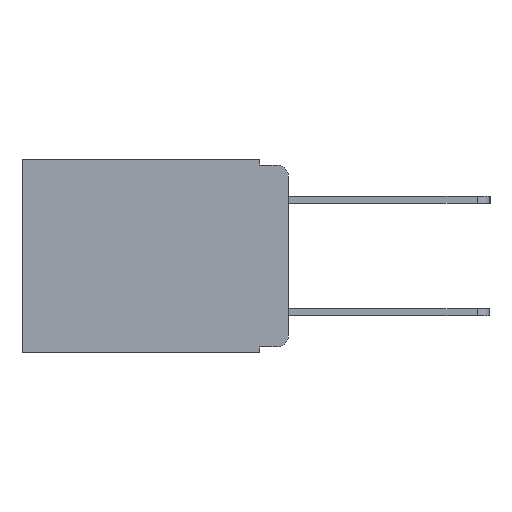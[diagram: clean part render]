
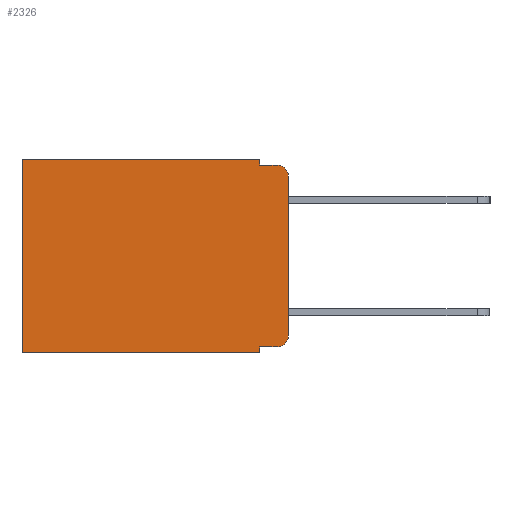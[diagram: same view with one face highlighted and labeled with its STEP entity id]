
A CAD part, left-side view. The second image highlights one B-rep face of the part: STEP entity #2326.
In plain terms, the highlighted planar face has unit normal (-1, 0, 0).
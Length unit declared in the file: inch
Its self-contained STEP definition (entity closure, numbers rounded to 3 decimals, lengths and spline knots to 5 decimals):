
#91 = VERTEX_POINT ( 'NONE', #4268 ) ;
#343 = LINE ( 'NONE', #1438, #8907 ) ;
#396 = VECTOR ( 'NONE', #9094, 39.37008 ) ;
#478 = VERTEX_POINT ( 'NONE', #13592 ) ;
#489 = DIRECTION ( 'NONE',  ( 0., -1., 0. ) ) ;
#641 = VERTEX_POINT ( 'NONE', #12444 ) ;
#644 = DIRECTION ( 'NONE',  ( 0., 0., -1. ) ) ;
#758 = VERTEX_POINT ( 'NONE', #10197 ) ;
#1409 = CARTESIAN_POINT ( 'NONE',  ( 0.298, 0.051, -0.01 ) ) ;
#1438 = CARTESIAN_POINT ( 'NONE',  ( 0.298, 0., 0. ) ) ;
#1689 = EDGE_CURVE ( 'NONE', #478, #641, #3573, .T. ) ;
#1769 = VERTEX_POINT ( 'NONE', #10622 ) ;
#2058 = CARTESIAN_POINT ( 'NONE',  ( 0.298, 0.02, -0.313 ) ) ;
#2244 = CIRCLE ( 'NONE', #10658, 0.02 ) ;
#2326 = ADVANCED_FACE ( 'NONE', ( #9685 ), #9111, .F. ) ;
#2335 = DIRECTION ( 'NONE',  ( 0., 0., -1. ) ) ;
#2547 = CARTESIAN_POINT ( 'NONE',  ( 0.298, 0.473, 0. ) ) ;
#2622 = EDGE_LOOP ( 'NONE', ( #6421, #7075, #6124, #5847, #5915, #5396, #5743, #5347, #6369, #5394 ) ) ;
#2926 = EDGE_CURVE ( 'NONE', #758, #12389, #343, .T. ) ;
#3198 = DIRECTION ( 'NONE',  ( 0., 0., -1. ) ) ;
#3573 = LINE ( 'NONE', #13500, #396 ) ;
#3613 = LINE ( 'NONE', #6396, #8974 ) ;
#3656 = CARTESIAN_POINT ( 'NONE',  ( 0.298, 0.02, -0.03 ) ) ;
#3988 = VECTOR ( 'NONE', #10344, 39.37008 ) ;
#4020 = EDGE_CURVE ( 'NONE', #641, #11010, #6302, .T. ) ;
#4131 = CARTESIAN_POINT ( 'NONE',  ( 0.298, 0.02, -0.01 ) ) ;
#4268 = CARTESIAN_POINT ( 'NONE',  ( 0.298, 0.02, -0.333 ) ) ;
#4348 = LINE ( 'NONE', #7377, #3988 ) ;
#4445 = EDGE_CURVE ( 'NONE', #478, #1769, #11089, .T. ) ;
#4789 = VERTEX_POINT ( 'NONE', #5249 ) ;
#4792 = DIRECTION ( 'NONE',  ( 0., 0., -1. ) ) ;
#5249 = CARTESIAN_POINT ( 'NONE',  ( 0.298, 0.473, -0.343 ) ) ;
#5347 = ORIENTED_EDGE ( 'NONE', *, *, #11800, .F. ) ;
#5394 = ORIENTED_EDGE ( 'NONE', *, *, #10532, .T. ) ;
#5396 = ORIENTED_EDGE ( 'NONE', *, *, #13040, .T. ) ;
#5735 = LINE ( 'NONE', #6590, #11077 ) ;
#5743 = ORIENTED_EDGE ( 'NONE', *, *, #11712, .F. ) ;
#5780 = CARTESIAN_POINT ( 'NONE',  ( 0.298, 0.051, -0.333 ) ) ;
#5847 = ORIENTED_EDGE ( 'NONE', *, *, #1689, .F. ) ;
#5915 = ORIENTED_EDGE ( 'NONE', *, *, #4445, .T. ) ;
#6124 = ORIENTED_EDGE ( 'NONE', *, *, #4020, .F. ) ;
#6153 = CIRCLE ( 'NONE', #9619, 0.02 ) ;
#6302 = LINE ( 'NONE', #1409, #11559 ) ;
#6369 = ORIENTED_EDGE ( 'NONE', *, *, #11158, .T. ) ;
#6396 = CARTESIAN_POINT ( 'NONE',  ( 0.298, 0.051, 0. ) ) ;
#6421 = ORIENTED_EDGE ( 'NONE', *, *, #2926, .F. ) ;
#6590 = CARTESIAN_POINT ( 'NONE',  ( 0.298, 0.051, -0.333 ) ) ;
#7075 = ORIENTED_EDGE ( 'NONE', *, *, #10305, .T. ) ;
#7377 = CARTESIAN_POINT ( 'NONE',  ( 0.298, 0., -0.343 ) ) ;
#7953 = CARTESIAN_POINT ( 'NONE',  ( 0.298, 0.051, -0.343 ) ) ;
#7988 = VERTEX_POINT ( 'NONE', #5780 ) ;
#8033 = DIRECTION ( 'NONE',  ( 1., 0., 0. ) ) ;
#8037 = VERTEX_POINT ( 'NONE', #7953 ) ;
#8092 = DIRECTION ( 'NONE',  ( 0., 0., -1. ) ) ;
#8188 = DIRECTION ( 'NONE',  ( 0., 1., 0. ) ) ;
#8555 = VECTOR ( 'NONE', #8188, 39.37008 ) ;
#8603 = CARTESIAN_POINT ( 'NONE',  ( 0.298, 0., 0. ) ) ;
#8633 = VECTOR ( 'NONE', #8092, 39.37008 ) ;
#8907 = VECTOR ( 'NONE', #2335, 39.37008 ) ;
#8974 = VECTOR ( 'NONE', #644, 39.37008 ) ;
#9094 = DIRECTION ( 'NONE',  ( 0., 0., -1. ) ) ;
#9111 = PLANE ( 'NONE',  #13011 ) ;
#9607 = DIRECTION ( 'NONE',  ( -1., 0., 0. ) ) ;
#9619 = AXIS2_PLACEMENT_3D ( 'NONE', #3656, #10926, #4792 ) ;
#9685 = FACE_OUTER_BOUND ( 'NONE', #2622, .T. ) ;
#10197 = CARTESIAN_POINT ( 'NONE',  ( 0.298, 0., -0.03 ) ) ;
#10305 = EDGE_CURVE ( 'NONE', #758, #11010, #6153, .T. ) ;
#10344 = DIRECTION ( 'NONE',  ( 0., 1., 0. ) ) ;
#10532 = EDGE_CURVE ( 'NONE', #91, #12389, #2244, .T. ) ;
#10622 = CARTESIAN_POINT ( 'NONE',  ( 0.298, 0.473, 0. ) ) ;
#10658 = AXIS2_PLACEMENT_3D ( 'NONE', #2058, #9607, #3198 ) ;
#10926 = DIRECTION ( 'NONE',  ( -1., 0., 0. ) ) ;
#11010 = VERTEX_POINT ( 'NONE', #4131 ) ;
#11077 = VECTOR ( 'NONE', #13366, 39.37008 ) ;
#11089 = LINE ( 'NONE', #12915, #8555 ) ;
#11158 = EDGE_CURVE ( 'NONE', #7988, #91, #5735, .T. ) ;
#11176 = LINE ( 'NONE', #2547, #8633 ) ;
#11559 = VECTOR ( 'NONE', #489, 39.37008 ) ;
#11712 = EDGE_CURVE ( 'NONE', #8037, #4789, #4348, .T. ) ;
#11800 = EDGE_CURVE ( 'NONE', #7988, #8037, #3613, .T. ) ;
#12389 = VERTEX_POINT ( 'NONE', #12870 ) ;
#12444 = CARTESIAN_POINT ( 'NONE',  ( 0.298, 0.051, -0.01 ) ) ;
#12870 = CARTESIAN_POINT ( 'NONE',  ( 0.298, 0., -0.313 ) ) ;
#12915 = CARTESIAN_POINT ( 'NONE',  ( 0.298, 0., 0. ) ) ;
#13011 = AXIS2_PLACEMENT_3D ( 'NONE', #8603, #8033, #13624 ) ;
#13040 = EDGE_CURVE ( 'NONE', #1769, #4789, #11176, .T. ) ;
#13366 = DIRECTION ( 'NONE',  ( 0., -1., 0. ) ) ;
#13500 = CARTESIAN_POINT ( 'NONE',  ( 0.298, 0.051, 0. ) ) ;
#13592 = CARTESIAN_POINT ( 'NONE',  ( 0.298, 0.051, 0. ) ) ;
#13624 = DIRECTION ( 'NONE',  ( 0., 0., -1. ) ) ;
